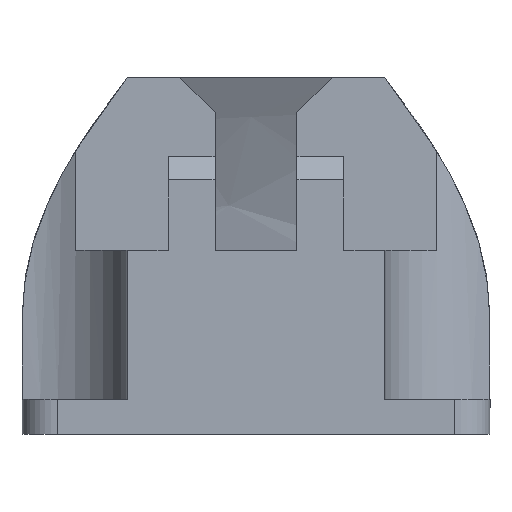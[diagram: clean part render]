
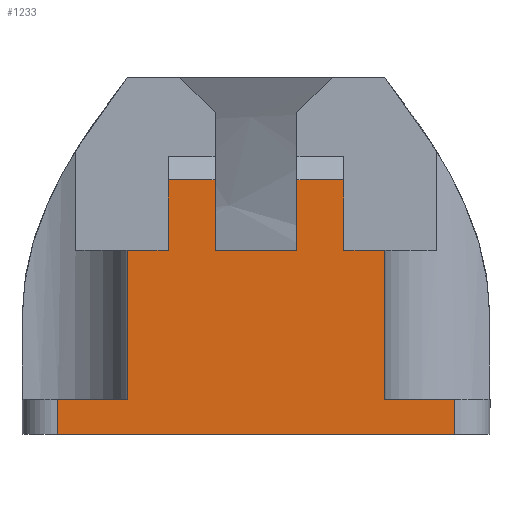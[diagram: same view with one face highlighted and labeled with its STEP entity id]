
A CAD part, front view. The second image highlights one B-rep face of the part: STEP entity #1233.
In plain terms, the highlighted planar face has unit normal (0, -1, 0).
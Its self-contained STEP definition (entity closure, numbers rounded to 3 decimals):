
#36 = VECTOR ( 'NONE', #4476, 1000. ) ;
#67 = ORIENTED_EDGE ( 'NONE', *, *, #3991, .F. ) ;
#81 = CARTESIAN_POINT ( 'NONE',  ( 11., -20., 12.75 ) ) ;
#96 = CARTESIAN_POINT ( 'NONE',  ( -11., -20., 0. ) ) ;
#195 = DIRECTION ( 'NONE',  ( 0., 0., -1. ) ) ;
#214 = VECTOR ( 'NONE', #2084, 1000. ) ;
#219 = LINE ( 'NONE', #2662, #459 ) ;
#257 = CARTESIAN_POINT ( 'NONE',  ( -7.5, -20., 15.75 ) ) ;
#278 = LINE ( 'NONE', #538, #36 ) ;
#309 = CARTESIAN_POINT ( 'NONE',  ( 3.5, -20., 15.75 ) ) ;
#332 = LINE ( 'NONE', #1640, #214 ) ;
#458 = LINE ( 'NONE', #1190, #3820 ) ;
#459 = VECTOR ( 'NONE', #1755, 1000. ) ;
#538 = CARTESIAN_POINT ( 'NONE',  ( 17., -20., 7.875 ) ) ;
#559 = CARTESIAN_POINT ( 'NONE',  ( -11., -20., 14.36 ) ) ;
#622 = ORIENTED_EDGE ( 'NONE', *, *, #4598, .F. ) ;
#634 = DIRECTION ( 'NONE',  ( 0., 0., 1. ) ) ;
#685 = DIRECTION ( 'NONE',  ( 1., 0., 0. ) ) ;
#711 = CARTESIAN_POINT ( 'NONE',  ( 11., -20., 14.36 ) ) ;
#719 = VECTOR ( 'NONE', #4649, 1000. ) ;
#723 = VECTOR ( 'NONE', #3810, 1000. ) ;
#844 = ORIENTED_EDGE ( 'NONE', *, *, #5130, .T. ) ;
#887 = VERTEX_POINT ( 'NONE', #3765 ) ;
#964 = VECTOR ( 'NONE', #4461, 1000. ) ;
#973 = PLANE ( 'NONE',  #1192 ) ;
#987 = DIRECTION ( 'NONE',  ( 0., 0., 1. ) ) ;
#1001 = CARTESIAN_POINT ( 'NONE',  ( -14., -20., 0. ) ) ;
#1016 = CARTESIAN_POINT ( 'NONE',  ( -7.5, -20., 18.75 ) ) ;
#1079 = DIRECTION ( 'NONE',  ( 0., 1., 0. ) ) ;
#1086 = DIRECTION ( 'NONE',  ( 0., 0., 1. ) ) ;
#1101 = ORIENTED_EDGE ( 'NONE', *, *, #3370, .T. ) ;
#1109 = CARTESIAN_POINT ( 'NONE',  ( -17., -20., -1.5 ) ) ;
#1139 = CARTESIAN_POINT ( 'NONE',  ( 3.5, -20., 18.75 ) ) ;
#1190 = CARTESIAN_POINT ( 'NONE',  ( 0., -20., 12.75 ) ) ;
#1192 = AXIS2_PLACEMENT_3D ( 'NONE', #2250, #1079, #1086 ) ;
#1201 = CARTESIAN_POINT ( 'NONE',  ( 0., -20., 18.75 ) ) ;
#1215 = DIRECTION ( 'NONE',  ( -1., 0., 0. ) ) ;
#1233 = ADVANCED_FACE ( 'NONE', ( #5617 ), #973, .F. ) ;
#1442 = VECTOR ( 'NONE', #2986, 1000. ) ;
#1537 = VERTEX_POINT ( 'NONE', #1813 ) ;
#1603 = VERTEX_POINT ( 'NONE', #3907 ) ;
#1640 = CARTESIAN_POINT ( 'NONE',  ( -9.25, -20., 12.75 ) ) ;
#1697 = CARTESIAN_POINT ( 'NONE',  ( 0., -20., 18.75 ) ) ;
#1755 = DIRECTION ( 'NONE',  ( -1., 0., 0. ) ) ;
#1813 = CARTESIAN_POINT ( 'NONE',  ( 3.5, -20., 12.75 ) ) ;
#1853 = VECTOR ( 'NONE', #685, 1000. ) ;
#1884 = VERTEX_POINT ( 'NONE', #4263 ) ;
#1944 = ORIENTED_EDGE ( 'NONE', *, *, #5319, .T. ) ;
#1970 = CARTESIAN_POINT ( 'NONE',  ( 0., -20., -3. ) ) ;
#1973 = ORIENTED_EDGE ( 'NONE', *, *, #5413, .F. ) ;
#1986 = LINE ( 'NONE', #1109, #719 ) ;
#2015 = CARTESIAN_POINT ( 'NONE',  ( -11., -20., 12.75 ) ) ;
#2084 = DIRECTION ( 'NONE',  ( -1., 0., 0. ) ) ;
#2229 = EDGE_CURVE ( 'NONE', #3335, #1603, #5336, .T. ) ;
#2250 = CARTESIAN_POINT ( 'NONE',  ( 0., -20., 11.566 ) ) ;
#2387 = VERTEX_POINT ( 'NONE', #96 ) ;
#2414 = VECTOR ( 'NONE', #4093, 1000. ) ;
#2521 = CARTESIAN_POINT ( 'NONE',  ( -3.5, -20., 15.75 ) ) ;
#2576 = VERTEX_POINT ( 'NONE', #5541 ) ;
#2662 = CARTESIAN_POINT ( 'NONE',  ( 14., -20., 0. ) ) ;
#2664 = VERTEX_POINT ( 'NONE', #5560 ) ;
#2667 = CARTESIAN_POINT ( 'NONE',  ( 9.25, -20., 12.75 ) ) ;
#2714 = VERTEX_POINT ( 'NONE', #5567 ) ;
#2751 = LINE ( 'NONE', #2667, #964 ) ;
#2759 = VERTEX_POINT ( 'NONE', #5225 ) ;
#2801 = VERTEX_POINT ( 'NONE', #5090 ) ;
#2986 = DIRECTION ( 'NONE',  ( 0., 0., -1. ) ) ;
#3068 = LINE ( 'NONE', #2521, #1442 ) ;
#3109 = ORIENTED_EDGE ( 'NONE', *, *, #2229, .T. ) ;
#3163 = ORIENTED_EDGE ( 'NONE', *, *, #4802, .T. ) ;
#3174 = ORIENTED_EDGE ( 'NONE', *, *, #5449, .T. ) ;
#3262 = ORIENTED_EDGE ( 'NONE', *, *, #5251, .T. ) ;
#3268 = EDGE_CURVE ( 'NONE', #1884, #5354, #4156, .T. ) ;
#3335 = VERTEX_POINT ( 'NONE', #1016 ) ;
#3370 = EDGE_CURVE ( 'NONE', #4766, #5507, #3957, .T. ) ;
#3371 = CARTESIAN_POINT ( 'NONE',  ( 7.5, -20., 15.75 ) ) ;
#3626 = LINE ( 'NONE', #1001, #2414 ) ;
#3698 = LINE ( 'NONE', #1697, #4438 ) ;
#3765 = CARTESIAN_POINT ( 'NONE',  ( -17., -20., -3. ) ) ;
#3810 = DIRECTION ( 'NONE',  ( 0., 0., -1. ) ) ;
#3820 = VECTOR ( 'NONE', #4298, 1000. ) ;
#3850 = VERTEX_POINT ( 'NONE', #4360 ) ;
#3900 = VECTOR ( 'NONE', #634, 1000. ) ;
#3907 = CARTESIAN_POINT ( 'NONE',  ( -7.5, -20., 12.75 ) ) ;
#3909 = CARTESIAN_POINT ( 'NONE',  ( 11., -20., 0. ) ) ;
#3925 = EDGE_CURVE ( 'NONE', #2576, #4766, #219, .T. ) ;
#3955 = ORIENTED_EDGE ( 'NONE', *, *, #3925, .T. ) ;
#3957 = LINE ( 'NONE', #711, #3900 ) ;
#3965 = VECTOR ( 'NONE', #5082, 1000. ) ;
#3991 = EDGE_CURVE ( 'NONE', #2576, #3850, #278, .T. ) ;
#4088 = VECTOR ( 'NONE', #1215, 1000. ) ;
#4093 = DIRECTION ( 'NONE',  ( -1., 0., 0. ) ) ;
#4156 = LINE ( 'NONE', #1201, #4088 ) ;
#4236 = LINE ( 'NONE', #3371, #723 ) ;
#4262 = ORIENTED_EDGE ( 'NONE', *, *, #5262, .T. ) ;
#4263 = CARTESIAN_POINT ( 'NONE',  ( 7.5, -20., 18.75 ) ) ;
#4298 = DIRECTION ( 'NONE',  ( 1., 0., 0. ) ) ;
#4310 = EDGE_CURVE ( 'NONE', #2801, #5507, #2751, .T. ) ;
#4335 = ORIENTED_EDGE ( 'NONE', *, *, #5615, .F. ) ;
#4360 = CARTESIAN_POINT ( 'NONE',  ( 17., -20., -3. ) ) ;
#4413 = ORIENTED_EDGE ( 'NONE', *, *, #3268, .T. ) ;
#4438 = VECTOR ( 'NONE', #5271, 1000. ) ;
#4461 = DIRECTION ( 'NONE',  ( 1., 0., 0. ) ) ;
#4476 = DIRECTION ( 'NONE',  ( 0., 0., -1. ) ) ;
#4598 = EDGE_CURVE ( 'NONE', #1884, #2801, #4236, .T. ) ;
#4617 = VERTEX_POINT ( 'NONE', #2015 ) ;
#4649 = DIRECTION ( 'NONE',  ( 0., 0., -1. ) ) ;
#4766 = VERTEX_POINT ( 'NONE', #3909 ) ;
#4802 = EDGE_CURVE ( 'NONE', #2759, #3335, #3698, .T. ) ;
#5031 = ORIENTED_EDGE ( 'NONE', *, *, #5404, .F. ) ;
#5082 = DIRECTION ( 'NONE',  ( 0., 0., -1. ) ) ;
#5090 = CARTESIAN_POINT ( 'NONE',  ( 7.5, -20., 12.75 ) ) ;
#5119 = LINE ( 'NONE', #309, #3965 ) ;
#5127 = VECTOR ( 'NONE', #195, 1000. ) ;
#5130 = EDGE_CURVE ( 'NONE', #2387, #2714, #3626, .T. ) ;
#5162 = ORIENTED_EDGE ( 'NONE', *, *, #4310, .F. ) ;
#5186 = VECTOR ( 'NONE', #987, 1000. ) ;
#5225 = CARTESIAN_POINT ( 'NONE',  ( -3.5, -20., 18.75 ) ) ;
#5251 = EDGE_CURVE ( 'NONE', #2714, #887, #1986, .T. ) ;
#5262 = EDGE_CURVE ( 'NONE', #887, #3850, #5402, .T. ) ;
#5271 = DIRECTION ( 'NONE',  ( -1., 0., 0. ) ) ;
#5319 = EDGE_CURVE ( 'NONE', #5354, #1537, #5119, .T. ) ;
#5336 = LINE ( 'NONE', #257, #5127 ) ;
#5354 = VERTEX_POINT ( 'NONE', #1139 ) ;
#5370 = EDGE_LOOP ( 'NONE', ( #844, #3262, #4262, #67, #3955, #1101, #5162, #622, #4413, #1944, #5031, #1973, #3163, #3109, #3174, #4335 ) ) ;
#5402 = LINE ( 'NONE', #1970, #1853 ) ;
#5404 = EDGE_CURVE ( 'NONE', #2664, #1537, #458, .T. ) ;
#5413 = EDGE_CURVE ( 'NONE', #2759, #2664, #3068, .T. ) ;
#5449 = EDGE_CURVE ( 'NONE', #1603, #4617, #332, .T. ) ;
#5473 = LINE ( 'NONE', #559, #5186 ) ;
#5507 = VERTEX_POINT ( 'NONE', #81 ) ;
#5541 = CARTESIAN_POINT ( 'NONE',  ( 17., -20., 0. ) ) ;
#5560 = CARTESIAN_POINT ( 'NONE',  ( -3.5, -20., 12.75 ) ) ;
#5567 = CARTESIAN_POINT ( 'NONE',  ( -17., -20., 0. ) ) ;
#5615 = EDGE_CURVE ( 'NONE', #2387, #4617, #5473, .T. ) ;
#5617 = FACE_OUTER_BOUND ( 'NONE', #5370, .T. ) ;
